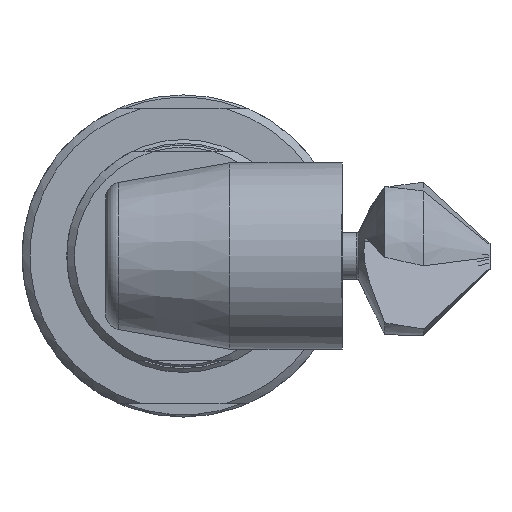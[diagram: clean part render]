
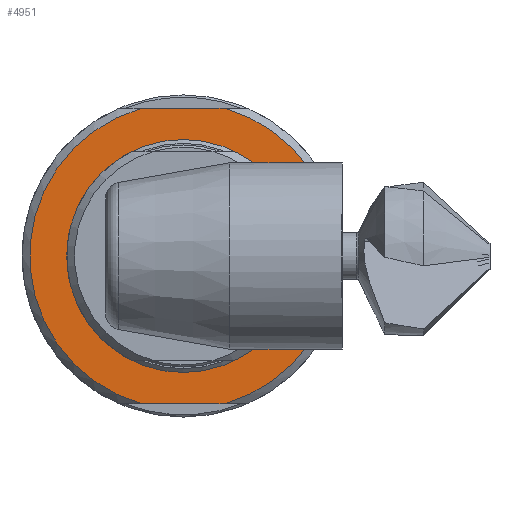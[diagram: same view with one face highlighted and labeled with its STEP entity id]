
A CAD part, left-side view. The second image highlights one B-rep face of the part: STEP entity #4951.
In plain terms, the highlighted planar face has unit normal (-1, 0, 0).
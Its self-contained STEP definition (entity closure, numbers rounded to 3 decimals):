
#209=FACE_BOUND('',#931,.T.);
#348=PLANE('',#5385);
#625=FACE_OUTER_BOUND('',#930,.T.);
#930=EDGE_LOOP('',(#4039,#4040,#4041,#4042));
#931=EDGE_LOOP('',(#4043));
#1313=LINE('',#8179,#1656);
#1317=LINE('',#8208,#1660);
#1656=VECTOR('',#6452,10.);
#1660=VECTOR('',#6464,10.);
#1842=CIRCLE('',#5381,19.75);
#1844=CIRCLE('',#5384,19.75);
#1845=CIRCLE('',#5386,15.);
#2246=VERTEX_POINT('',#8174);
#2247=VERTEX_POINT('',#8178);
#2255=VERTEX_POINT('',#8203);
#2256=VERTEX_POINT('',#8207);
#2259=VERTEX_POINT('',#8229);
#2861=EDGE_CURVE('',#2247,#2246,#1313,.T.);
#2871=EDGE_CURVE('',#2256,#2255,#1317,.T.);
#2878=EDGE_CURVE('',#2247,#2255,#1842,.T.);
#2880=EDGE_CURVE('',#2256,#2246,#1844,.T.);
#2881=EDGE_CURVE('',#2259,#2259,#1845,.T.);
#4039=ORIENTED_EDGE('',*,*,#2861,.T.);
#4040=ORIENTED_EDGE('',*,*,#2880,.F.);
#4041=ORIENTED_EDGE('',*,*,#2871,.T.);
#4042=ORIENTED_EDGE('',*,*,#2878,.F.);
#4043=ORIENTED_EDGE('',*,*,#2881,.T.);
#4951=ADVANCED_FACE('',(#625,#209),#348,.T.);
#5381=AXIS2_PLACEMENT_3D('',#8224,#6478,#6479);
#5384=AXIS2_PLACEMENT_3D('',#8227,#6484,#6485);
#5385=AXIS2_PLACEMENT_3D('',#8228,#6486,#6487);
#5386=AXIS2_PLACEMENT_3D('',#8230,#6488,#6489);
#6452=DIRECTION('',(0.,-1.,0.));
#6464=DIRECTION('',(0.,1.,0.));
#6478=DIRECTION('center_axis',(1.,0.,0.));
#6479=DIRECTION('ref_axis',(0.,0.,
1.));
#6484=DIRECTION('center_axis',(1.,0.,0.));
#6485=DIRECTION('ref_axis',(0.,0.,
1.));
#6486=DIRECTION('center_axis',(-1.,0.,0.));
#6487=DIRECTION('ref_axis',(0.,1.,0.));
#6488=DIRECTION('center_axis',(1.,0.,0.));
#6489=DIRECTION('ref_axis',(0.,-1.,0.));
#8174=CARTESIAN_POINT('',(-117.8,-5.391,-19.));
#8178=CARTESIAN_POINT('',(-117.8,5.391,-19.));
#8179=CARTESIAN_POINT('',(-117.8,16.368,-19.));
#8203=CARTESIAN_POINT('',(-117.8,5.391,19.));
#8207=CARTESIAN_POINT('',(-117.8,-5.391,19.));
#8208=CARTESIAN_POINT('',(-117.8,-14.553,19.));
#8224=CARTESIAN_POINT('Origin',(-117.8,0.,0.));
#8227=CARTESIAN_POINT('Origin',(-117.8,0.,0.));
#8228=CARTESIAN_POINT('Origin',(-117.8,0.,-20.75));
#8229=CARTESIAN_POINT('',(-117.8,0.,15.));
#8230=CARTESIAN_POINT('Origin',(-117.8,0.,0.));
